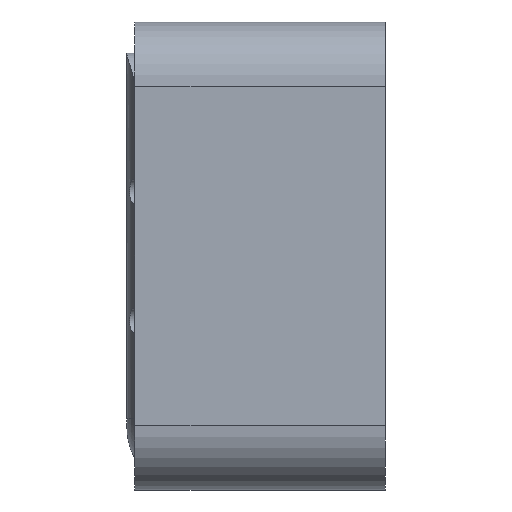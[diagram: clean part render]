
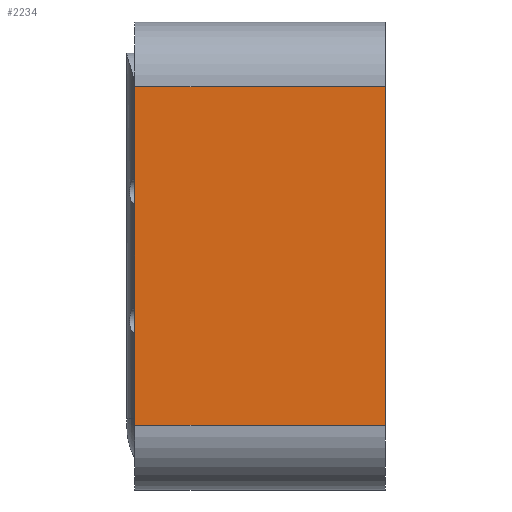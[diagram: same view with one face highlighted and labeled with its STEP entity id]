
A CAD part, left-side view. The second image highlights one B-rep face of the part: STEP entity #2234.
In plain terms, the highlighted planar face has unit normal (-1, 0, 0).
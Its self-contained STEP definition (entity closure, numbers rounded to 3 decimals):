
#62 = VECTOR ( 'NONE', #4896, 1000. ) ;
#102 = EDGE_CURVE ( 'NONE', #4498, #4364, #2269, .T. ) ;
#315 = ORIENTED_EDGE ( 'NONE', *, *, #4974, .T. ) ;
#373 = CARTESIAN_POINT ( 'NONE',  ( -2.9, 1.55, 2.1 ) ) ;
#639 = CARTESIAN_POINT ( 'NONE',  ( -2.9, -1.55, -2.9 ) ) ;
#731 = ORIENTED_EDGE ( 'NONE', *, *, #5097, .T. ) ;
#773 = EDGE_LOOP ( 'NONE', ( #3653, #4997, #315, #1569, #731, #4295, #4674, #3071 ) ) ;
#805 = EDGE_CURVE ( 'NONE', #4844, #3472, #2768, .T. ) ;
#1057 = VERTEX_POINT ( 'NONE', #2160 ) ;
#1231 = CARTESIAN_POINT ( 'NONE',  ( -2.9, 1.55, -2.9 ) ) ;
#1556 = LINE ( 'NONE', #1231, #62 ) ;
#1569 = ORIENTED_EDGE ( 'NONE', *, *, #805, .T. ) ;
#1696 = CARTESIAN_POINT ( 'NONE',  ( -2.9, -1.55, 1.7 ) ) ;
#1701 = EDGE_CURVE ( 'NONE', #1926, #4364, #3116, .T. ) ;
#1766 = DIRECTION ( 'NONE',  ( 0., 0., -1. ) ) ;
#1858 = CARTESIAN_POINT ( 'NONE',  ( -2.9, -1.55, 2.1 ) ) ;
#1883 = CARTESIAN_POINT ( 'NONE',  ( -2.9, -1.549, -1.7 ) ) ;
#1886 = VECTOR ( 'NONE', #4627, 1000. ) ;
#1926 = VERTEX_POINT ( 'NONE', #1883 ) ;
#2051 = CARTESIAN_POINT ( 'NONE',  ( -2.9, -1.55, -2.1 ) ) ;
#2160 = CARTESIAN_POINT ( 'NONE',  ( -2.9, -1.549, 1.7 ) ) ;
#2234 = ADVANCED_FACE ( 'NONE', ( #3321 ), #3086, .F. ) ;
#2269 = LINE ( 'NONE', #639, #4145 ) ;
#2296 = DIRECTION ( 'NONE',  ( 0., 0., 1. ) ) ;
#2357 = LINE ( 'NONE', #2740, #3360 ) ;
#2536 = LINE ( 'NONE', #4125, #1886 ) ;
#2654 = DIRECTION ( 'NONE',  ( 1., 0., 0. ) ) ;
#2737 = CARTESIAN_POINT ( 'NONE',  ( -2.9, -1.549, -1.7 ) ) ;
#2740 = CARTESIAN_POINT ( 'NONE',  ( -2.9, -1.549, 1.7 ) ) ;
#2768 = LINE ( 'NONE', #4415, #3126 ) ;
#2797 = CARTESIAN_POINT ( 'NONE',  ( -2.9, 1.55, -2.1 ) ) ;
#3071 = ORIENTED_EDGE ( 'NONE', *, *, #102, .T. ) ;
#3086 = PLANE ( 'NONE',  #4710 ) ;
#3116 = LINE ( 'NONE', #2737, #3996 ) ;
#3126 = VECTOR ( 'NONE', #3604, 1000. ) ;
#3231 = VERTEX_POINT ( 'NONE', #2797 ) ;
#3255 = DIRECTION ( 'NONE',  ( 0., 1., 0. ) ) ;
#3277 = LINE ( 'NONE', #3709, #3284 ) ;
#3284 = VECTOR ( 'NONE', #3255, 1000. ) ;
#3321 = FACE_OUTER_BOUND ( 'NONE', #773, .T. ) ;
#3360 = VECTOR ( 'NONE', #4788, 1000. ) ;
#3472 = VERTEX_POINT ( 'NONE', #1858 ) ;
#3604 = DIRECTION ( 'NONE',  ( 0., 0., 1. ) ) ;
#3653 = ORIENTED_EDGE ( 'NONE', *, *, #1701, .F. ) ;
#3709 = CARTESIAN_POINT ( 'NONE',  ( -2.9, 1.55, 2.1 ) ) ;
#3843 = CARTESIAN_POINT ( 'NONE',  ( -2.9, -1.549, 0. ) ) ;
#3996 = VECTOR ( 'NONE', #4379, 1000. ) ;
#3997 = EDGE_CURVE ( 'NONE', #3231, #4498, #2536, .T. ) ;
#4125 = CARTESIAN_POINT ( 'NONE',  ( -2.9, 1.55, -2.1 ) ) ;
#4145 = VECTOR ( 'NONE', #2296, 1000. ) ;
#4295 = ORIENTED_EDGE ( 'NONE', *, *, #5158, .F. ) ;
#4344 = LINE ( 'NONE', #3843, #5106 ) ;
#4364 = VERTEX_POINT ( 'NONE', #4469 ) ;
#4379 = DIRECTION ( 'NONE',  ( 0., -1., 0. ) ) ;
#4415 = CARTESIAN_POINT ( 'NONE',  ( -2.9, -1.55, -2.9 ) ) ;
#4447 = VERTEX_POINT ( 'NONE', #373 ) ;
#4469 = CARTESIAN_POINT ( 'NONE',  ( -2.9, -1.55, -1.7 ) ) ;
#4498 = VERTEX_POINT ( 'NONE', #2051 ) ;
#4627 = DIRECTION ( 'NONE',  ( 0., -1., 0. ) ) ;
#4674 = ORIENTED_EDGE ( 'NONE', *, *, #3997, .T. ) ;
#4710 = AXIS2_PLACEMENT_3D ( 'NONE', #4726, #2654, #4748 ) ;
#4726 = CARTESIAN_POINT ( 'NONE',  ( -2.9, 1.55, -2.9 ) ) ;
#4746 = EDGE_CURVE ( 'NONE', #1057, #1926, #4344, .T. ) ;
#4748 = DIRECTION ( 'NONE',  ( 0., 0., -1. ) ) ;
#4788 = DIRECTION ( 'NONE',  ( 0., -1., 0. ) ) ;
#4844 = VERTEX_POINT ( 'NONE', #1696 ) ;
#4896 = DIRECTION ( 'NONE',  ( 0., 0., 1. ) ) ;
#4974 = EDGE_CURVE ( 'NONE', #1057, #4844, #2357, .T. ) ;
#4997 = ORIENTED_EDGE ( 'NONE', *, *, #4746, .F. ) ;
#5097 = EDGE_CURVE ( 'NONE', #3472, #4447, #3277, .T. ) ;
#5106 = VECTOR ( 'NONE', #1766, 1000. ) ;
#5158 = EDGE_CURVE ( 'NONE', #3231, #4447, #1556, .T. ) ;
